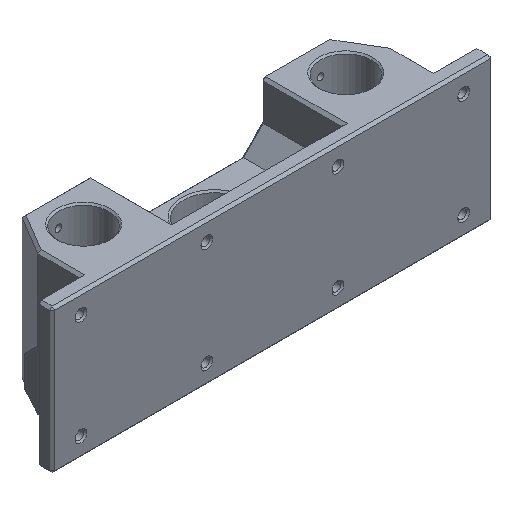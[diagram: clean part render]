
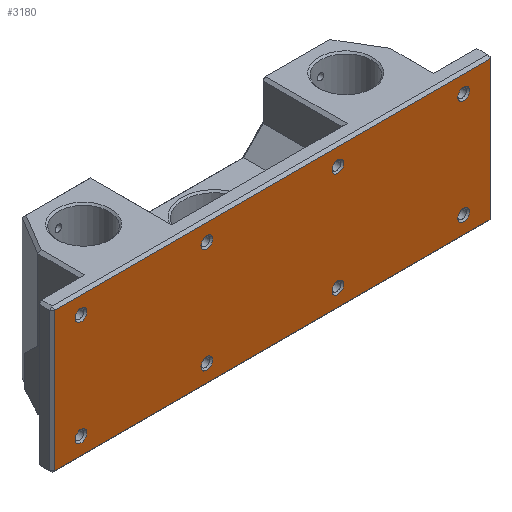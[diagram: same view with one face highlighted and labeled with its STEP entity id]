
A CAD part, isometric view. The second image highlights one B-rep face of the part: STEP entity #3180.
In plain terms, the highlighted planar face has unit normal (0, -1, 0).
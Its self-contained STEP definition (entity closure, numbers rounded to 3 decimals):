
#2225 = VERTEX_POINT('',#2226);
#2226 = CARTESIAN_POINT('',(-83.,-22.,-26.5));
#2234 = VERTEX_POINT('',#2235);
#2235 = CARTESIAN_POINT('',(83.,-22.,-26.5));
#2241 = EDGE_CURVE('',#2225,#2234,#2242,.T.);
#2242 = LINE('',#2243,#2244);
#2243 = CARTESIAN_POINT('',(-84.,-22.,-26.5));
#2244 = VECTOR('',#2245,1.);
#2245 = DIRECTION('',(1.,0.,0.));
#2514 = VERTEX_POINT('',#2515);
#2515 = CARTESIAN_POINT('',(-83.,-22.,26.5));
#2523 = VERTEX_POINT('',#2524);
#2524 = CARTESIAN_POINT('',(83.,-22.,26.5));
#2530 = EDGE_CURVE('',#2514,#2523,#2531,.T.);
#2531 = LINE('',#2532,#2533);
#2532 = CARTESIAN_POINT('',(-84.,-22.,26.5));
#2533 = VECTOR('',#2534,1.);
#2534 = DIRECTION('',(1.,0.,0.));
#3180 = ADVANCED_FACE('',(#3181,#3192,#3208,#3219,#3230,#3241,#3252,
    #3263,#3274),#3285,.F.);
#3181 = FACE_BOUND('',#3182,.F.);
#3182 = EDGE_LOOP('',(#3183));
#3183 = ORIENTED_EDGE('',*,*,#3184,.F.);
#3184 = EDGE_CURVE('',#3185,#3185,#3187,.T.);
#3185 = VERTEX_POINT('',#3186);
#3186 = CARTESIAN_POINT('',(-70.75,-22.,20.));
#3187 = CIRCLE('',#3188,2.25);
#3188 = AXIS2_PLACEMENT_3D('',#3189,#3190,#3191);
#3189 = CARTESIAN_POINT('',(-73.,-22.,20.));
#3190 = DIRECTION('',(0.,1.,0.));
#3191 = DIRECTION('',(1.,0.,0.));
#3192 = FACE_BOUND('',#3193,.F.);
#3193 = EDGE_LOOP('',(#3194,#3200,#3201,#3207));
#3194 = ORIENTED_EDGE('',*,*,#3195,.T.);
#3195 = EDGE_CURVE('',#2225,#2514,#3196,.T.);
#3196 = LINE('',#3197,#3198);
#3197 = CARTESIAN_POINT('',(-83.,-22.,-27.5));
#3198 = VECTOR('',#3199,1.);
#3199 = DIRECTION('',(0.,0.,1.));
#3200 = ORIENTED_EDGE('',*,*,#2530,.T.);
#3201 = ORIENTED_EDGE('',*,*,#3202,.F.);
#3202 = EDGE_CURVE('',#2234,#2523,#3203,.T.);
#3203 = LINE('',#3204,#3205);
#3204 = CARTESIAN_POINT('',(83.,-22.,-27.5));
#3205 = VECTOR('',#3206,1.);
#3206 = DIRECTION('',(0.,0.,1.));
#3207 = ORIENTED_EDGE('',*,*,#2241,.F.);
#3208 = FACE_BOUND('',#3209,.F.);
#3209 = EDGE_LOOP('',(#3210));
#3210 = ORIENTED_EDGE('',*,*,#3211,.F.);
#3211 = EDGE_CURVE('',#3212,#3212,#3214,.T.);
#3212 = VERTEX_POINT('',#3213);
#3213 = CARTESIAN_POINT('',(-22.75,-22.,20.));
#3214 = CIRCLE('',#3215,2.25);
#3215 = AXIS2_PLACEMENT_3D('',#3216,#3217,#3218);
#3216 = CARTESIAN_POINT('',(-25.,-22.,20.));
#3217 = DIRECTION('',(0.,1.,0.));
#3218 = DIRECTION('',(1.,0.,0.));
#3219 = FACE_BOUND('',#3220,.F.);
#3220 = EDGE_LOOP('',(#3221));
#3221 = ORIENTED_EDGE('',*,*,#3222,.F.);
#3222 = EDGE_CURVE('',#3223,#3223,#3225,.T.);
#3223 = VERTEX_POINT('',#3224);
#3224 = CARTESIAN_POINT('',(27.25,-22.,20.));
#3225 = CIRCLE('',#3226,2.25);
#3226 = AXIS2_PLACEMENT_3D('',#3227,#3228,#3229);
#3227 = CARTESIAN_POINT('',(25.,-22.,20.));
#3228 = DIRECTION('',(0.,1.,0.));
#3229 = DIRECTION('',(1.,0.,0.));
#3230 = FACE_BOUND('',#3231,.F.);
#3231 = EDGE_LOOP('',(#3232));
#3232 = ORIENTED_EDGE('',*,*,#3233,.F.);
#3233 = EDGE_CURVE('',#3234,#3234,#3236,.T.);
#3234 = VERTEX_POINT('',#3235);
#3235 = CARTESIAN_POINT('',(75.25,-22.,20.));
#3236 = CIRCLE('',#3237,2.25);
#3237 = AXIS2_PLACEMENT_3D('',#3238,#3239,#3240);
#3238 = CARTESIAN_POINT('',(73.,-22.,20.));
#3239 = DIRECTION('',(0.,1.,0.));
#3240 = DIRECTION('',(1.,0.,0.));
#3241 = FACE_BOUND('',#3242,.F.);
#3242 = EDGE_LOOP('',(#3243));
#3243 = ORIENTED_EDGE('',*,*,#3244,.F.);
#3244 = EDGE_CURVE('',#3245,#3245,#3247,.T.);
#3245 = VERTEX_POINT('',#3246);
#3246 = CARTESIAN_POINT('',(75.25,-22.,-20.));
#3247 = CIRCLE('',#3248,2.25);
#3248 = AXIS2_PLACEMENT_3D('',#3249,#3250,#3251);
#3249 = CARTESIAN_POINT('',(73.,-22.,-20.));
#3250 = DIRECTION('',(0.,1.,0.));
#3251 = DIRECTION('',(1.,0.,0.));
#3252 = FACE_BOUND('',#3253,.F.);
#3253 = EDGE_LOOP('',(#3254));
#3254 = ORIENTED_EDGE('',*,*,#3255,.F.);
#3255 = EDGE_CURVE('',#3256,#3256,#3258,.T.);
#3256 = VERTEX_POINT('',#3257);
#3257 = CARTESIAN_POINT('',(27.25,-22.,-20.));
#3258 = CIRCLE('',#3259,2.25);
#3259 = AXIS2_PLACEMENT_3D('',#3260,#3261,#3262);
#3260 = CARTESIAN_POINT('',(25.,-22.,-20.));
#3261 = DIRECTION('',(0.,1.,0.));
#3262 = DIRECTION('',(1.,0.,0.));
#3263 = FACE_BOUND('',#3264,.F.);
#3264 = EDGE_LOOP('',(#3265));
#3265 = ORIENTED_EDGE('',*,*,#3266,.F.);
#3266 = EDGE_CURVE('',#3267,#3267,#3269,.T.);
#3267 = VERTEX_POINT('',#3268);
#3268 = CARTESIAN_POINT('',(-22.75,-22.,-20.));
#3269 = CIRCLE('',#3270,2.25);
#3270 = AXIS2_PLACEMENT_3D('',#3271,#3272,#3273);
#3271 = CARTESIAN_POINT('',(-25.,-22.,-20.));
#3272 = DIRECTION('',(0.,1.,0.));
#3273 = DIRECTION('',(1.,0.,0.));
#3274 = FACE_BOUND('',#3275,.F.);
#3275 = EDGE_LOOP('',(#3276));
#3276 = ORIENTED_EDGE('',*,*,#3277,.F.);
#3277 = EDGE_CURVE('',#3278,#3278,#3280,.T.);
#3278 = VERTEX_POINT('',#3279);
#3279 = CARTESIAN_POINT('',(-70.75,-22.,-20.));
#3280 = CIRCLE('',#3281,2.25);
#3281 = AXIS2_PLACEMENT_3D('',#3282,#3283,#3284);
#3282 = CARTESIAN_POINT('',(-73.,-22.,-20.));
#3283 = DIRECTION('',(0.,1.,0.));
#3284 = DIRECTION('',(1.,0.,0.));
#3285 = PLANE('',#3286);
#3286 = AXIS2_PLACEMENT_3D('',#3287,#3288,#3289);
#3287 = CARTESIAN_POINT('',(-84.,-22.,-27.5));
#3288 = DIRECTION('',(0.,1.,0.));
#3289 = DIRECTION('',(1.,0.,0.));
